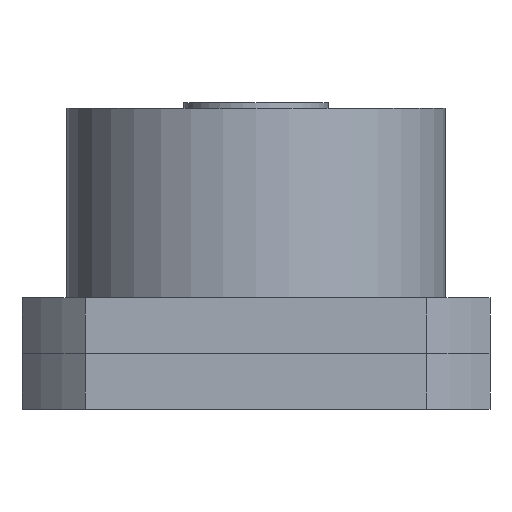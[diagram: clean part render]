
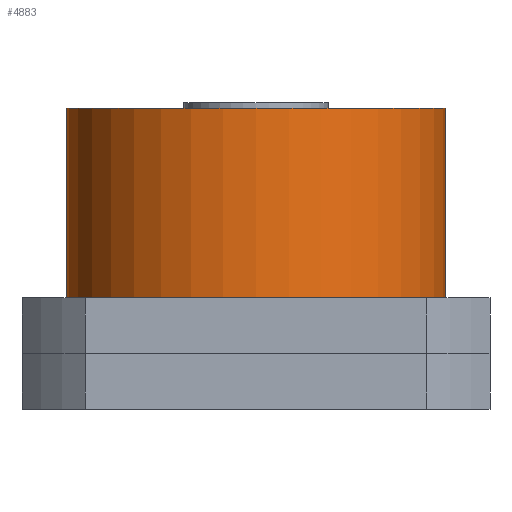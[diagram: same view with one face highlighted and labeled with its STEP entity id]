
A CAD part, front view. The second image highlights one B-rep face of the part: STEP entity #4883.
In plain terms, the highlighted cylindrical face has radius 17 mm (diameter 34 mm), a partial arc.
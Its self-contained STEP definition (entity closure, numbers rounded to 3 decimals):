
#56 = CARTESIAN_POINT ( 'NONE',  ( 17., 0., 10. ) ) ;
#91 = DIRECTION ( 'NONE',  ( 0., 0., 1. ) ) ;
#306 = CARTESIAN_POINT ( 'NONE',  ( -17., 0., 10. ) ) ;
#473 = DIRECTION ( 'NONE',  ( 0., 0., 1. ) ) ;
#616 = LINE ( 'NONE', #2323, #5657 ) ;
#777 = ORIENTED_EDGE ( 'NONE', *, *, #3886, .F. ) ;
#870 = ORIENTED_EDGE ( 'NONE', *, *, #5246, .T. ) ;
#1139 = FACE_OUTER_BOUND ( 'NONE', #4037, .T. ) ;
#1361 = VERTEX_POINT ( 'NONE', #56 ) ;
#1725 = CIRCLE ( 'NONE', #2834, 17. ) ;
#1910 = EDGE_CURVE ( 'NONE', #1361, #4319, #616, .T. ) ;
#1936 = CIRCLE ( 'NONE', #4952, 17. ) ;
#1975 = DIRECTION ( 'NONE',  ( 0., 1., 0. ) ) ;
#2012 = VERTEX_POINT ( 'NONE', #2018 ) ;
#2018 = CARTESIAN_POINT ( 'NONE',  ( -17., 0., 27. ) ) ;
#2323 = CARTESIAN_POINT ( 'NONE',  ( 17., 0., 10. ) ) ;
#2384 = CARTESIAN_POINT ( 'NONE',  ( 0., 0., 27. ) ) ;
#2824 = DIRECTION ( 'NONE',  ( 0., 0., 1. ) ) ;
#2834 = AXIS2_PLACEMENT_3D ( 'NONE', #2384, #5812, #5831 ) ;
#2995 = EDGE_CURVE ( 'NONE', #2012, #4319, #1725, .T. ) ;
#3050 = CYLINDRICAL_SURFACE ( 'NONE', #6198, 17. ) ;
#3361 = DIRECTION ( 'NONE',  ( 0., 0., 1. ) ) ;
#3425 = CARTESIAN_POINT ( 'NONE',  ( 17., 0., 27. ) ) ;
#3886 = EDGE_CURVE ( 'NONE', #5555, #2012, #3932, .T. ) ;
#3898 = ORIENTED_EDGE ( 'NONE', *, *, #1910, .T. ) ;
#3932 = LINE ( 'NONE', #306, #4318 ) ;
#4037 = EDGE_LOOP ( 'NONE', ( #870, #3898, #5220, #777 ) ) ;
#4318 = VECTOR ( 'NONE', #2824, 1000. ) ;
#4319 = VERTEX_POINT ( 'NONE', #3425 ) ;
#4413 = CARTESIAN_POINT ( 'NONE',  ( -17., 0., 10. ) ) ;
#4522 = CARTESIAN_POINT ( 'NONE',  ( 0., 0., 10. ) ) ;
#4883 = ADVANCED_FACE ( 'NONE', ( #1139 ), #3050, .T. ) ;
#4952 = AXIS2_PLACEMENT_3D ( 'NONE', #4522, #91, #4995 ) ;
#4995 = DIRECTION ( 'NONE',  ( 1., 0., 0. ) ) ;
#5220 = ORIENTED_EDGE ( 'NONE', *, *, #2995, .F. ) ;
#5246 = EDGE_CURVE ( 'NONE', #5555, #1361, #1936, .T. ) ;
#5393 = CARTESIAN_POINT ( 'NONE',  ( 0., 0., 27. ) ) ;
#5555 = VERTEX_POINT ( 'NONE', #4413 ) ;
#5657 = VECTOR ( 'NONE', #3361, 1000. ) ;
#5812 = DIRECTION ( 'NONE',  ( 0., 0., 1. ) ) ;
#5831 = DIRECTION ( 'NONE',  ( 1., 0., 0. ) ) ;
#6198 = AXIS2_PLACEMENT_3D ( 'NONE', #5393, #473, #1975 ) ;
